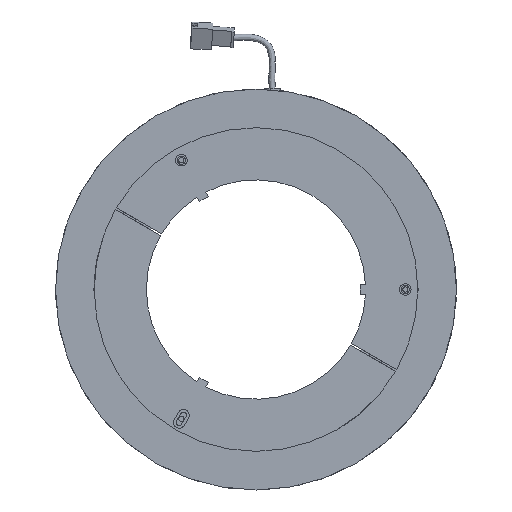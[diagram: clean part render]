
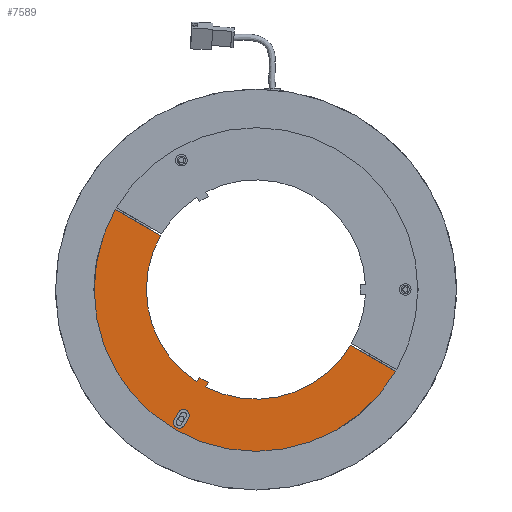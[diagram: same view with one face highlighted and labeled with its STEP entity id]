
A CAD part, front view. The second image highlights one B-rep face of the part: STEP entity #7589.
In plain terms, the highlighted planar face has unit normal (0, -1, 0).
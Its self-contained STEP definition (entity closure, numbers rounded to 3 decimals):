
#36 = EDGE_LOOP ( 'NONE', ( #1165, #1166, #1167, #1168, #1169, #1170, #1171, #1172 ) ) ;
#38 = EDGE_LOOP ( 'NONE', ( #1173, #1174, #1175, #1176, #1177 ) ) ;
#823 = VERTEX_POINT ( 'NONE', #2264 ) ;
#937 = EDGE_CURVE ( 'NONE', #1251, #1252, #3520, .T. ) ;
#947 = EDGE_CURVE ( 'NONE', #1253, #1251, #3534, .T. ) ;
#950 = EDGE_CURVE ( 'NONE', #1261, #1253, #3540, .T. ) ;
#953 = EDGE_CURVE ( 'NONE', #1259, #1261, #3544, .T. ) ;
#955 = EDGE_CURVE ( 'NONE', #1252, #1259, #3548, .T. ) ;
#968 = EDGE_CURVE ( 'NONE', #1296, #1293, #3563, .T. ) ;
#973 = EDGE_CURVE ( 'NONE', #1291, #1296, #3577, .T. ) ;
#983 = EDGE_CURVE ( 'NONE', #1308, #1307, #3716, .T. ) ;
#988 = EDGE_CURVE ( 'NONE', #1307, #1312, #3723, .T. ) ;
#990 = EDGE_CURVE ( 'NONE', #1312, #1310, #3726, .T. ) ;
#992 = EDGE_CURVE ( 'NONE', #1310, #823, #3730, .T. ) ;
#993 = EDGE_CURVE ( 'NONE', #1291, #823, #3732, .T. ) ;
#994 = EDGE_CURVE ( 'NONE', #1308, #1293, #3733, .T. ) ;
#1165 = ORIENTED_EDGE ( 'NONE', *, *, #993, .F. ) ;
#1166 = ORIENTED_EDGE ( 'NONE', *, *, #973, .T. ) ;
#1167 = ORIENTED_EDGE ( 'NONE', *, *, #968, .T. ) ;
#1168 = ORIENTED_EDGE ( 'NONE', *, *, #994, .F. ) ;
#1169 = ORIENTED_EDGE ( 'NONE', *, *, #983, .T. ) ;
#1170 = ORIENTED_EDGE ( 'NONE', *, *, #988, .T. ) ;
#1171 = ORIENTED_EDGE ( 'NONE', *, *, #990, .T. ) ;
#1172 = ORIENTED_EDGE ( 'NONE', *, *, #992, .T. ) ;
#1173 = ORIENTED_EDGE ( 'NONE', *, *, #937, .T. ) ;
#1174 = ORIENTED_EDGE ( 'NONE', *, *, #955, .T. ) ;
#1175 = ORIENTED_EDGE ( 'NONE', *, *, #953, .T. ) ;
#1176 = ORIENTED_EDGE ( 'NONE', *, *, #950, .T. ) ;
#1177 = ORIENTED_EDGE ( 'NONE', *, *, #947, .T. ) ;
#1251 = VERTEX_POINT ( 'NONE', #7386 ) ;
#1252 = VERTEX_POINT ( 'NONE', #7387 ) ;
#1253 = VERTEX_POINT ( 'NONE', #7388 ) ;
#1259 = VERTEX_POINT ( 'NONE', #7394 ) ;
#1261 = VERTEX_POINT ( 'NONE', #7396 ) ;
#1291 = VERTEX_POINT ( 'NONE', #7426 ) ;
#1293 = VERTEX_POINT ( 'NONE', #7428 ) ;
#1296 = VERTEX_POINT ( 'NONE', #7431 ) ;
#1307 = VERTEX_POINT ( 'NONE', #7442 ) ;
#1308 = VERTEX_POINT ( 'NONE', #7443 ) ;
#1310 = VERTEX_POINT ( 'NONE', #7445 ) ;
#1312 = VERTEX_POINT ( 'NONE', #7447 ) ;
#2264 = CARTESIAN_POINT ( 'NONE',  ( -27.135, -10., -42. ) ) ;
#3520 = CIRCLE ( 'NONE', #3639, 2.75 ) ;
#3534 = LINE ( 'NONE', #7076, #3537 ) ;
#3537 = VECTOR ( 'NONE', #7077, 1000. ) ;
#3540 = CIRCLE ( 'NONE', #3643, 2.75 ) ;
#3544 = LINE ( 'NONE', #7090, #3547 ) ;
#3547 = VECTOR ( 'NONE', #7091, 1000. ) ;
#3548 = CIRCLE ( 'NONE', #3645, 2.75 ) ;
#3563 = LINE ( 'NONE', #7124, #3571 ) ;
#3571 = VECTOR ( 'NONE', #7129, 1000. ) ;
#3577 = CIRCLE ( 'NONE', #3652, 52.5 ) ;
#3639 = AXIS2_PLACEMENT_3D ( 'NONE', #6985, #6986, #6987 ) ;
#3643 = AXIS2_PLACEMENT_3D ( 'NONE', #7086, #7087, #7088 ) ;
#3645 = AXIS2_PLACEMENT_3D ( 'NONE', #7099, #7100, #7101 ) ;
#3652 = AXIS2_PLACEMENT_3D ( 'NONE', #7141, #7142, #7143 ) ;
#3659 = AXIS2_PLACEMENT_3D ( 'NONE', #7179, #7180, #7181 ) ;
#3660 = AXIS2_PLACEMENT_3D ( 'NONE', #7187, #7188, #7189 ) ;
#3661 = AXIS2_PLACEMENT_3D ( 'NONE', #7192, #7193, #7194 ) ;
#3716 = LINE ( 'NONE', #7163, #3717 ) ;
#3717 = VECTOR ( 'NONE', #7164, 1000. ) ;
#3723 = CIRCLE ( 'NONE', #3659, 52.5 ) ;
#3726 = LINE ( 'NONE', #7182, #3729 ) ;
#3729 = VECTOR ( 'NONE', #7183, 1000. ) ;
#3730 = CIRCLE ( 'NONE', #3660, 50.003 ) ;
#3732 = LINE ( 'NONE', #7177, #3734 ) ;
#3733 = CIRCLE ( 'NONE', #3661, 77.5 ) ;
#3734 = VECTOR ( 'NONE', #7178, 1000. ) ;
#4309 = AXIS2_PLACEMENT_3D ( 'NONE', #5990, #5991, #5992 ) ;
#4492 = FACE_OUTER_BOUND ( 'NONE', #36, .T. ) ;
#4496 = FACE_BOUND ( 'NONE', #38, .T. ) ;
#5983 = PLANE ( 'NONE',  #4309 ) ;
#5990 = CARTESIAN_POINT ( 'NONE',  ( -147.778, -10., 85.32 ) ) ;
#5991 = DIRECTION ( 'NONE',  ( 0., -1., 0. ) ) ;
#5992 = DIRECTION ( 'NONE',  ( -0.5, 0., -0.866 ) ) ;
#6985 = CARTESIAN_POINT ( 'NONE',  ( -36.75, -10., -63.653 ) ) ;
#6986 = DIRECTION ( 'NONE',  ( 0., 1., 0. ) ) ;
#6987 = DIRECTION ( 'NONE',  ( -0.5, 0., -0.866 ) ) ;
#7076 = CARTESIAN_POINT ( 'NONE',  ( 2.382, -10., -1.375 ) ) ;
#7077 = DIRECTION ( 'NONE',  ( -0.5, 0., -0.866 ) ) ;
#7086 = CARTESIAN_POINT ( 'NONE',  ( -34.75, -10., -60.189 ) ) ;
#7087 = DIRECTION ( 'NONE',  ( 0., 1., 0. ) ) ;
#7088 = DIRECTION ( 'NONE',  ( -0.5, 0., -0.866 ) ) ;
#7090 = CARTESIAN_POINT ( 'NONE',  ( -2.382, -10., 1.375 ) ) ;
#7091 = DIRECTION ( 'NONE',  ( 0.5, 0., 0.866 ) ) ;
#7099 = CARTESIAN_POINT ( 'NONE',  ( -36.75, -10., -63.653 ) ) ;
#7100 = DIRECTION ( 'NONE',  ( 0., 1., 0. ) ) ;
#7101 = DIRECTION ( 'NONE',  ( -0.5, 0., -0.866 ) ) ;
#7124 = CARTESIAN_POINT ( 'NONE',  ( -148.028, -10., 84.887 ) ) ;
#7129 = DIRECTION ( 'NONE',  ( -0.866, 0., 0.5 ) ) ;
#7141 = CARTESIAN_POINT ( 'NONE',  ( 0., -10., 0. ) ) ;
#7142 = DIRECTION ( 'NONE',  ( 0., 1., 0. ) ) ;
#7143 = DIRECTION ( 'NONE',  ( 0.5, 0., 0.866 ) ) ;
#7163 = CARTESIAN_POINT ( 'NONE',  ( -148.028, -10., 84.887 ) ) ;
#7164 = DIRECTION ( 'NONE',  ( -0.866, 0., 0.5 ) ) ;
#7177 = CARTESIAN_POINT ( 'NONE',  ( -2.165, -10., 1.25 ) ) ;
#7178 = DIRECTION ( 'NONE',  ( 0.5, 0., 0.866 ) ) ;
#7179 = CARTESIAN_POINT ( 'NONE',  ( 0., -10., 0. ) ) ;
#7180 = DIRECTION ( 'NONE',  ( 0., 1., 0. ) ) ;
#7181 = DIRECTION ( 'NONE',  ( 0.5, 0., 0.866 ) ) ;
#7182 = CARTESIAN_POINT ( 'NONE',  ( 2.165, -10., -1.25 ) ) ;
#7183 = DIRECTION ( 'NONE',  ( 0.5, 0., 0.866 ) ) ;
#7187 = CARTESIAN_POINT ( 'NONE',  ( 0., -10., 0. ) ) ;
#7188 = DIRECTION ( 'NONE',  ( 0., 1., 0. ) ) ;
#7189 = DIRECTION ( 'NONE',  ( 0.5, 0., 0.866 ) ) ;
#7192 = CARTESIAN_POINT ( 'NONE',  ( 0., -10., 0. ) ) ;
#7193 = DIRECTION ( 'NONE',  ( 0., 1., 0. ) ) ;
#7194 = DIRECTION ( 'NONE',  ( 0.5, 0., 0.866 ) ) ;
#7386 = CARTESIAN_POINT ( 'NONE',  ( -34.368, -10., -65.028 ) ) ;
#7387 = CARTESIAN_POINT ( 'NONE',  ( -38.125, -10., -66.034 ) ) ;
#7388 = CARTESIAN_POINT ( 'NONE',  ( -32.368, -10., -61.564 ) ) ;
#7394 = CARTESIAN_POINT ( 'NONE',  ( -39.132, -10., -62.278 ) ) ;
#7396 = CARTESIAN_POINT ( 'NONE',  ( -37.132, -10., -58.814 ) ) ;
#7426 = CARTESIAN_POINT ( 'NONE',  ( -28.385, -10., -44.165 ) ) ;
#7428 = CARTESIAN_POINT ( 'NONE',  ( -67.366, -10., 38.316 ) ) ;
#7431 = CARTESIAN_POINT ( 'NONE',  ( -45.714, -10., 25.816 ) ) ;
#7442 = CARTESIAN_POINT ( 'NONE',  ( 45.214, -10., -26.682 ) ) ;
#7443 = CARTESIAN_POINT ( 'NONE',  ( 66.866, -10., -39.182 ) ) ;
#7445 = CARTESIAN_POINT ( 'NONE',  ( -22.805, -10., -44.5 ) ) ;
#7447 = CARTESIAN_POINT ( 'NONE',  ( -24.055, -10., -46.665 ) ) ;
#7589 = ADVANCED_FACE ( 'NONE', ( #4492, #4496 ), #5983, .T. ) ;
